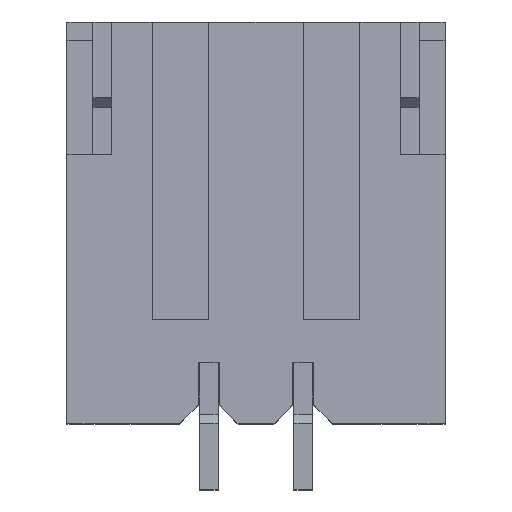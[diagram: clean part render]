
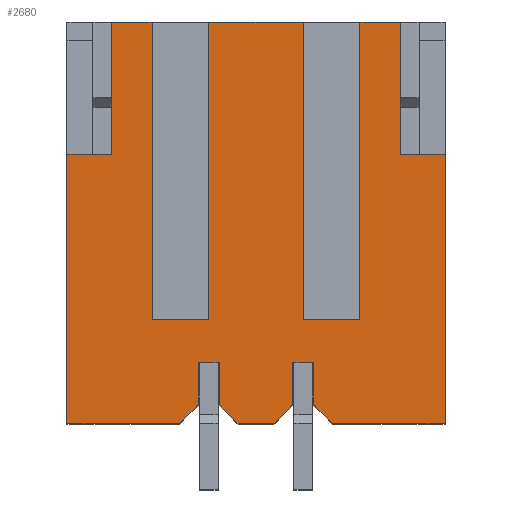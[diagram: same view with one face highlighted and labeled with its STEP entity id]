
A CAD part, top view. The second image highlights one B-rep face of the part: STEP entity #2680.
In plain terms, the highlighted planar face has unit normal (0, 0, 1).
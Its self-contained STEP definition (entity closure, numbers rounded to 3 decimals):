
#55=DIRECTION('',(1.,0.,0.));
#56=VECTOR('',#55,1.19);
#57=CARTESIAN_POINT('',(-2.,0.,1.925));
#58=LINE('',#57,#56);
#69=DIRECTION('',(1.,0.,0.));
#70=VECTOR('',#69,1.19);
#71=CARTESIAN_POINT('',(0.81,0.,1.925));
#72=LINE('',#71,#70);
#132=DIRECTION('',(1.,0.,0.));
#133=VECTOR('',#132,0.38);
#134=CARTESIAN_POINT('',(-0.19,0.,1.925));
#135=LINE('',#134,#133);
#195=DIRECTION('',(0.707,-0.707,0.));
#196=VECTOR('',#195,0.283);
#197=CARTESIAN_POINT('',(0.61,0.2,1.925));
#198=LINE('',#197,#196);
#202=DIRECTION('',(0.,1.,0.));
#203=VECTOR('',#202,0.45);
#204=CARTESIAN_POINT('',(0.61,0.2,1.925));
#205=LINE('',#204,#203);
#209=DIRECTION('',(1.,0.,0.));
#210=VECTOR('',#209,0.22);
#211=CARTESIAN_POINT('',(0.39,0.65,1.925));
#212=LINE('',#211,#210);
#216=DIRECTION('',(0.,1.,0.));
#217=VECTOR('',#216,0.45);
#218=CARTESIAN_POINT('',(0.39,0.2,1.925));
#219=LINE('',#218,#217);
#223=DIRECTION('',(0.707,0.707,0.));
#224=VECTOR('',#223,0.283);
#225=CARTESIAN_POINT('',(0.19,0.,1.925));
#226=LINE('',#225,#224);
#230=DIRECTION('',(0.707,-0.707,0.));
#231=VECTOR('',#230,0.283);
#232=CARTESIAN_POINT('',(-0.39,0.2,1.925));
#233=LINE('',#232,#231);
#237=DIRECTION('',(0.,1.,0.));
#238=VECTOR('',#237,0.45);
#239=CARTESIAN_POINT('',(-0.39,0.2,1.925));
#240=LINE('',#239,#238);
#244=DIRECTION('',(1.,0.,0.));
#245=VECTOR('',#244,0.22);
#246=CARTESIAN_POINT('',(-0.61,0.65,1.925));
#247=LINE('',#246,#245);
#251=DIRECTION('',(0.,1.,0.));
#252=VECTOR('',#251,0.45);
#253=CARTESIAN_POINT('',(-0.61,0.2,1.925));
#254=LINE('',#253,#252);
#258=DIRECTION('',(0.707,0.707,0.));
#259=VECTOR('',#258,0.283);
#260=CARTESIAN_POINT('',(-0.81,0.,1.925));
#261=LINE('',#260,#259);
#265=DIRECTION('',(1.,0.,0.));
#266=VECTOR('',#265,0.475);
#267=CARTESIAN_POINT('',(-2.,2.85,1.925));
#268=LINE('',#267,#266);
#272=DIRECTION('',(0.,1.,0.));
#273=VECTOR('',#272,1.4);
#274=CARTESIAN_POINT('',(-1.525,2.85,1.925));
#275=LINE('',#274,#273);
#279=DIRECTION('',(0.,1.,0.));
#280=VECTOR('',#279,3.15);
#281=CARTESIAN_POINT('',(-1.1,1.1,1.925));
#282=LINE('',#281,#280);
#286=DIRECTION('',(-1.,0.,0.));
#287=VECTOR('',#286,0.6);
#288=CARTESIAN_POINT('',(-0.5,1.1,1.925));
#289=LINE('',#288,#287);
#293=DIRECTION('',(0.,-1.,0.));
#294=VECTOR('',#293,3.15);
#295=CARTESIAN_POINT('',(-0.5,4.25,1.925));
#296=LINE('',#295,#294);
#300=DIRECTION('',(0.,1.,0.));
#301=VECTOR('',#300,3.15);
#302=CARTESIAN_POINT('',(0.5,1.1,1.925));
#303=LINE('',#302,#301);
#307=DIRECTION('',(-1.,0.,0.));
#308=VECTOR('',#307,0.6);
#309=CARTESIAN_POINT('',(1.1,1.1,1.925));
#310=LINE('',#309,#308);
#314=DIRECTION('',(0.,-1.,0.));
#315=VECTOR('',#314,3.15);
#316=CARTESIAN_POINT('',(1.1,4.25,1.925));
#317=LINE('',#316,#315);
#321=DIRECTION('',(0.,1.,0.));
#322=VECTOR('',#321,1.4);
#323=CARTESIAN_POINT('',(1.525,2.85,1.925));
#324=LINE('',#323,#322);
#328=DIRECTION('',(-1.,0.,0.));
#329=VECTOR('',#328,0.475);
#330=CARTESIAN_POINT('',(2.,2.85,1.925));
#331=LINE('',#330,#329);
#741=DIRECTION('',(1.,0.,0.));
#742=VECTOR('',#741,0.425);
#743=CARTESIAN_POINT('',(1.1,4.25,1.925));
#744=LINE('',#743,#742);
#769=DIRECTION('',(1.,0.,0.));
#770=VECTOR('',#769,1.);
#771=CARTESIAN_POINT('',(-0.5,4.25,1.925));
#772=LINE('',#771,#770);
#797=DIRECTION('',(1.,0.,0.));
#798=VECTOR('',#797,0.425);
#799=CARTESIAN_POINT('',(-1.525,4.25,1.925));
#800=LINE('',#799,#798);
#1616=DIRECTION('',(0.,1.,0.));
#1617=VECTOR('',#1616,2.85);
#1618=CARTESIAN_POINT('',(2.,0.,1.925));
#1619=LINE('',#1618,#1617);
#1882=DIRECTION('',(0.,1.,0.));
#1883=VECTOR('',#1882,2.85);
#1884=CARTESIAN_POINT('',(-2.,0.,1.925));
#1885=LINE('',#1884,#1883);
#2120=CARTESIAN_POINT('',(1.1,1.1,1.925));
#2121=CARTESIAN_POINT('',(0.5,1.1,1.925));
#2122=VERTEX_POINT('',#2120);
#2123=VERTEX_POINT('',#2121);
#2124=CARTESIAN_POINT('',(-0.5,1.1,1.925));
#2125=CARTESIAN_POINT('',(-1.1,1.1,1.925));
#2126=VERTEX_POINT('',#2124);
#2127=VERTEX_POINT('',#2125);
#2128=CARTESIAN_POINT('',(-0.5,4.25,1.925));
#2129=CARTESIAN_POINT('',(0.5,4.25,1.925));
#2130=VERTEX_POINT('',#2128);
#2131=VERTEX_POINT('',#2129);
#2133=CARTESIAN_POINT('',(1.1,4.25,1.925));
#2135=VERTEX_POINT('',#2133);
#2141=CARTESIAN_POINT('',(-1.1,4.25,1.925));
#2143=VERTEX_POINT('',#2141);
#2162=CARTESIAN_POINT('',(1.525,4.25,1.925));
#2163=VERTEX_POINT('',#2162);
#2168=CARTESIAN_POINT('',(1.525,2.85,1.925));
#2169=VERTEX_POINT('',#2168);
#2171=CARTESIAN_POINT('',(-1.525,4.25,1.925));
#2173=VERTEX_POINT('',#2171);
#2182=CARTESIAN_POINT('',(-1.525,2.85,1.925));
#2183=VERTEX_POINT('',#2182);
#2246=CARTESIAN_POINT('',(-0.39,0.65,1.925));
#2247=VERTEX_POINT('',#2246);
#2250=CARTESIAN_POINT('',(-0.61,0.65,1.925));
#2251=VERTEX_POINT('',#2250);
#2252=CARTESIAN_POINT('',(-0.39,0.2,1.925));
#2254=VERTEX_POINT('',#2252);
#2256=CARTESIAN_POINT('',(-0.19,0.,1.925));
#2258=VERTEX_POINT('',#2256);
#2261=CARTESIAN_POINT('',(-0.61,0.2,1.925));
#2263=VERTEX_POINT('',#2261);
#2265=CARTESIAN_POINT('',(-0.81,0.,1.925));
#2267=VERTEX_POINT('',#2265);
#2324=CARTESIAN_POINT('',(0.39,0.65,1.925));
#2325=CARTESIAN_POINT('',(0.61,0.65,1.925));
#2326=VERTEX_POINT('',#2324);
#2327=VERTEX_POINT('',#2325);
#2348=CARTESIAN_POINT('',(0.61,0.2,1.925));
#2350=VERTEX_POINT('',#2348);
#2352=CARTESIAN_POINT('',(0.81,0.,1.925));
#2353=VERTEX_POINT('',#2352);
#2356=CARTESIAN_POINT('',(0.19,0.,1.925));
#2357=CARTESIAN_POINT('',(0.39,0.2,1.925));
#2358=VERTEX_POINT('',#2356);
#2359=VERTEX_POINT('',#2357);
#2408=CARTESIAN_POINT('',(2.,2.85,1.925));
#2409=VERTEX_POINT('',#2408);
#2410=CARTESIAN_POINT('',(2.,0.,1.925));
#2411=VERTEX_POINT('',#2410);
#2420=CARTESIAN_POINT('',(-2.,2.85,1.925));
#2421=VERTEX_POINT('',#2420);
#2422=CARTESIAN_POINT('',(-2.,0.,1.925));
#2423=VERTEX_POINT('',#2422);
#2622=CARTESIAN_POINT('',(0.,0.,1.925));
#2623=DIRECTION('',(0.,0.,1.));
#2624=DIRECTION('',(1.,0.,0.));
#2625=AXIS2_PLACEMENT_3D('',#2622,#2623,#2624);
#2626=PLANE('',#2625);
#2628=ORIENTED_EDGE('',*,*,#2627,.F.);
#2630=ORIENTED_EDGE('',*,*,#2629,.T.);
#2632=ORIENTED_EDGE('',*,*,#2631,.F.);
#2634=ORIENTED_EDGE('',*,*,#2633,.F.);
#2636=ORIENTED_EDGE('',*,*,#2635,.F.);
#2637=ORIENTED_EDGE('',*,*,#2571,.F.);
#2639=ORIENTED_EDGE('',*,*,#2638,.F.);
#2641=ORIENTED_EDGE('',*,*,#2640,.T.);
#2643=ORIENTED_EDGE('',*,*,#2642,.F.);
#2644=ORIENTED_EDGE('',*,*,#2597,.F.);
#2645=ORIENTED_EDGE('',*,*,#2586,.F.);
#2646=ORIENTED_EDGE('',*,*,#2531,.F.);
#2648=ORIENTED_EDGE('',*,*,#2647,.T.);
#2650=ORIENTED_EDGE('',*,*,#2649,.T.);
#2652=ORIENTED_EDGE('',*,*,#2651,.T.);
#2654=ORIENTED_EDGE('',*,*,#2653,.T.);
#2656=ORIENTED_EDGE('',*,*,#2655,.F.);
#2658=ORIENTED_EDGE('',*,*,#2657,.F.);
#2660=ORIENTED_EDGE('',*,*,#2659,.F.);
#2662=ORIENTED_EDGE('',*,*,#2661,.T.);
#2664=ORIENTED_EDGE('',*,*,#2663,.F.);
#2666=ORIENTED_EDGE('',*,*,#2665,.F.);
#2668=ORIENTED_EDGE('',*,*,#2667,.F.);
#2670=ORIENTED_EDGE('',*,*,#2669,.T.);
#2672=ORIENTED_EDGE('',*,*,#2671,.F.);
#2674=ORIENTED_EDGE('',*,*,#2673,.F.);
#2676=ORIENTED_EDGE('',*,*,#2675,.F.);
#2677=ORIENTED_EDGE('',*,*,#2543,.F.);
#2678=EDGE_LOOP('',(#2628,#2630,#2632,#2634,#2636,#2637,#2639,#2641,#2643,#2644,
#2645,#2646,#2648,#2650,#2652,#2654,#2656,#2658,#2660,#2662,#2664,#2666,#2668,
#2670,#2672,#2674,#2676,#2677));
#2679=FACE_OUTER_BOUND('',#2678,.F.);
#2680=ADVANCED_FACE('',(#2679),#2626,.T.);
#2531=EDGE_CURVE('',#2423,#2267,#58,.T.);
#2543=EDGE_CURVE('',#2353,#2411,#72,.T.);
#2571=EDGE_CURVE('',#2258,#2358,#135,.T.);
#2586=EDGE_CURVE('',#2267,#2263,#261,.T.);
#2597=EDGE_CURVE('',#2263,#2251,#254,.T.);
#2627=EDGE_CURVE('',#2350,#2353,#198,.T.);
#2629=EDGE_CURVE('',#2350,#2327,#205,.T.);
#2631=EDGE_CURVE('',#2326,#2327,#212,.T.);
#2633=EDGE_CURVE('',#2359,#2326,#219,.T.);
#2635=EDGE_CURVE('',#2358,#2359,#226,.T.);
#2638=EDGE_CURVE('',#2254,#2258,#233,.T.);
#2640=EDGE_CURVE('',#2254,#2247,#240,.T.);
#2642=EDGE_CURVE('',#2251,#2247,#247,.T.);
#2647=EDGE_CURVE('',#2423,#2421,#1885,.T.);
#2649=EDGE_CURVE('',#2421,#2183,#268,.T.);
#2651=EDGE_CURVE('',#2183,#2173,#275,.T.);
#2653=EDGE_CURVE('',#2173,#2143,#800,.T.);
#2655=EDGE_CURVE('',#2127,#2143,#282,.T.);
#2657=EDGE_CURVE('',#2126,#2127,#289,.T.);
#2659=EDGE_CURVE('',#2130,#2126,#296,.T.);
#2661=EDGE_CURVE('',#2130,#2131,#772,.T.);
#2663=EDGE_CURVE('',#2123,#2131,#303,.T.);
#2665=EDGE_CURVE('',#2122,#2123,#310,.T.);
#2667=EDGE_CURVE('',#2135,#2122,#317,.T.);
#2669=EDGE_CURVE('',#2135,#2163,#744,.T.);
#2671=EDGE_CURVE('',#2169,#2163,#324,.T.);
#2673=EDGE_CURVE('',#2409,#2169,#331,.T.);
#2675=EDGE_CURVE('',#2411,#2409,#1619,.T.);
